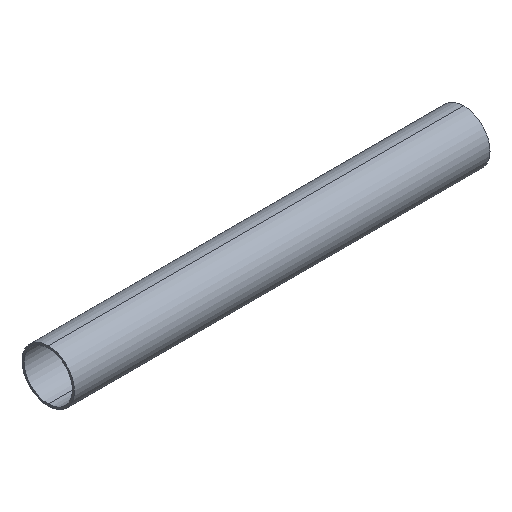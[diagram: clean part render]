
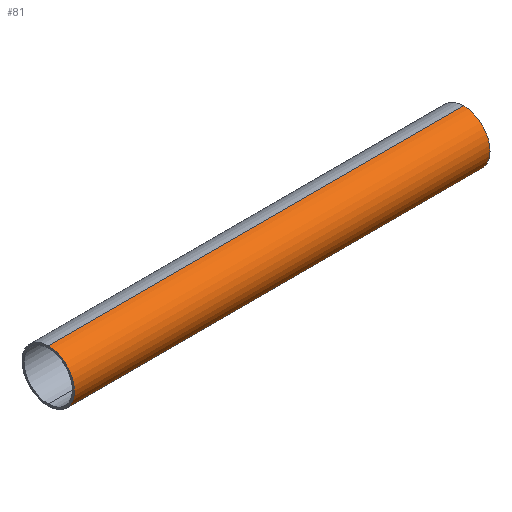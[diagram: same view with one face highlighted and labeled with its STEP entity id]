
A CAD part, isometric view. The second image highlights one B-rep face of the part: STEP entity #81.
In plain terms, the highlighted cylindrical face has radius 315 mm (diameter 630 mm), a partial arc.
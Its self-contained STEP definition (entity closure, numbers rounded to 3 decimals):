
#55 = VERTEX_POINT( '', #126 );
#63 = EDGE_CURVE( '', #79, #55, #134, .T. );
#67 = VERTEX_POINT( '', #139 );
#71 = EDGE_CURVE( '', #75, #67, #143, .T. );
#75 = VERTEX_POINT( '', #147 );
#79 = VERTEX_POINT( '', #151 );
#81 = ADVANCED_FACE( '', ( #153 ), #154, .T. );
#87 = EDGE_CURVE( '', #55, #75, #160, .T. );
#93 = EDGE_CURVE( '', #67, #79, #168, .T. );
#126 = CARTESIAN_POINT( '', ( 5000., 0., 315. ) );
#134 = CIRCLE( '', #204, 315. );
#139 = CARTESIAN_POINT( '', ( 0., 0., -315. ) );
#143 = CIRCLE( '', #215, 315. );
#147 = CARTESIAN_POINT( '', ( 0., 0., 315. ) );
#151 = CARTESIAN_POINT( '', ( 5000., 0., -315. ) );
#153 = FACE_OUTER_BOUND( '', #227, .T. );
#154 = CYLINDRICAL_SURFACE( '', #228, 315. );
#160 = LINE( '', #238, #239 );
#168 = LINE( '', #249, #250 );
#204 = AXIS2_PLACEMENT_3D( '', #276, #277, #278 );
#215 = AXIS2_PLACEMENT_3D( '', #290, #291, #292 );
#227 = EDGE_LOOP( '', ( #300, #301, #302, #303 ) );
#228 = AXIS2_PLACEMENT_3D( '', #304, #305, #306 );
#238 = CARTESIAN_POINT( '', ( 0., 0., 315. ) );
#239 = VECTOR( '', #311, 1. );
#249 = CARTESIAN_POINT( '', ( 0., 0., -315. ) );
#250 = VECTOR( '', #323, 1. );
#276 = CARTESIAN_POINT( '', ( 5000., 0., 0. ) );
#277 = DIRECTION( '', ( -1., 0., 0. ) );
#278 = DIRECTION( '', ( 0., 0., -1. ) );
#290 = CARTESIAN_POINT( '', ( 0., 0., 0. ) );
#291 = DIRECTION( '', ( 1., 0., 0. ) );
#292 = DIRECTION( '', ( 0., 0., -1. ) );
#300 = ORIENTED_EDGE( '', *, *, #93, .T. );
#301 = ORIENTED_EDGE( '', *, *, #63, .T. );
#302 = ORIENTED_EDGE( '', *, *, #87, .T. );
#303 = ORIENTED_EDGE( '', *, *, #71, .T. );
#304 = CARTESIAN_POINT( '', ( 0., 0., 0. ) );
#305 = DIRECTION( '', ( -1., 0., 0. ) );
#306 = DIRECTION( '', ( 0., 0., -1. ) );
#311 = DIRECTION( '', ( -1., 0., 0. ) );
#323 = DIRECTION( '', ( 1., 0., 0. ) );
